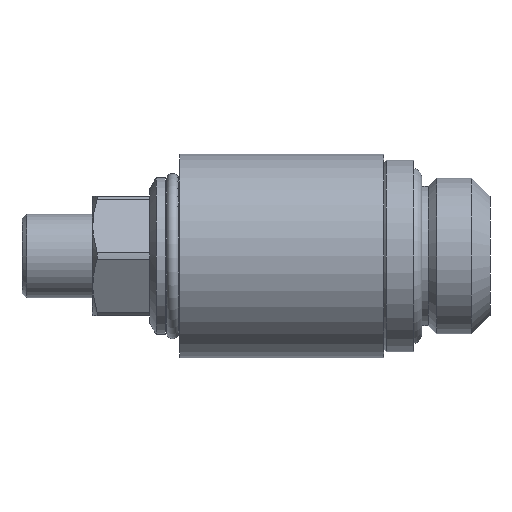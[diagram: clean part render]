
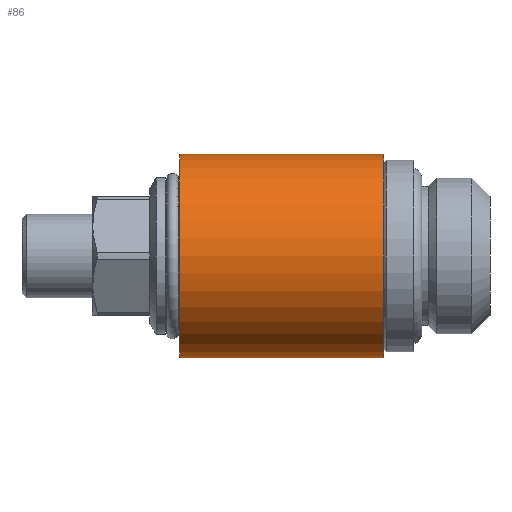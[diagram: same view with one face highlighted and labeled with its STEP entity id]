
A CAD part, left-side view. The second image highlights one B-rep face of the part: STEP entity #86.
In plain terms, the highlighted cylindrical face has radius 8.5 mm (diameter 17 mm), a partial arc.
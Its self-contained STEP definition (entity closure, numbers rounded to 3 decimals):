
#18 = CARTESIAN_POINT ( 'NONE',  ( 0., 28.066, 0. ) ) ;
#21 = CYLINDRICAL_SURFACE ( 'NONE', #1012, 8.5 ) ;
#22 = DIRECTION ( 'NONE',  ( 0., 0., 1. ) ) ;
#25 = FACE_OUTER_BOUND ( 'NONE', #393, .T. ) ;
#26 = DIRECTION ( 'NONE',  ( 0., 1., 0. ) ) ;
#86 = ADVANCED_FACE ( 'NONE', ( #25 ), #21, .T. ) ;
#187 = ORIENTED_EDGE ( 'NONE', *, *, #1501, .T. ) ;
#189 = ORIENTED_EDGE ( 'NONE', *, *, #3739, .T. ) ;
#393 = EDGE_LOOP ( 'NONE', ( #1238, #1322, #189, #187 ) ) ;
#834 = CARTESIAN_POINT ( 'NONE',  ( 0., 9.2, 0. ) ) ;
#835 = DIRECTION ( 'NONE',  ( 0., 1., 0. ) ) ;
#836 = DIRECTION ( 'NONE',  ( 0., 0., -1. ) ) ;
#1012 = AXIS2_PLACEMENT_3D ( 'NONE', #18, #26, #22 ) ;
#1049 = AXIS2_PLACEMENT_3D ( 'NONE', #1713, #1714, #1715 ) ;
#1077 = CIRCLE ( 'NONE', #1049, 8.5 ) ;
#1238 = ORIENTED_EDGE ( 'NONE', *, *, #3737, .F. ) ;
#1322 = ORIENTED_EDGE ( 'NONE', *, *, #2281, .T. ) ;
#1356 = VERTEX_POINT ( 'NONE', #2188 ) ;
#1362 = VERTEX_POINT ( 'NONE', #2194 ) ;
#1372 = VERTEX_POINT ( 'NONE', #2203 ) ;
#1412 = VERTEX_POINT ( 'NONE', #2241 ) ;
#1469 = CIRCLE ( 'NONE', #1475, 8.5 ) ;
#1475 = AXIS2_PLACEMENT_3D ( 'NONE', #834, #835, #836 ) ;
#1501 = EDGE_CURVE ( 'NONE', #1412, #1362, #1077, .T. ) ;
#1713 = CARTESIAN_POINT ( 'NONE',  ( 0., 26.2, 0. ) ) ;
#1714 = DIRECTION ( 'NONE',  ( 0., -1., 0. ) ) ;
#1715 = DIRECTION ( 'NONE',  ( 0., 0., 1. ) ) ;
#2188 = CARTESIAN_POINT ( 'NONE',  ( 0., 9.2, -8.5 ) ) ;
#2194 = CARTESIAN_POINT ( 'NONE',  ( 0., 26.2, -8.5 ) ) ;
#2203 = CARTESIAN_POINT ( 'NONE',  ( 0., 9.2, 8.5 ) ) ;
#2241 = CARTESIAN_POINT ( 'NONE',  ( 0., 26.2, 8.5 ) ) ;
#2281 = EDGE_CURVE ( 'NONE', #1356, #1372, #1469, .T. ) ;
#2460 = VECTOR ( 'NONE', #3482, 1000. ) ;
#2463 = VECTOR ( 'NONE', #3491, 1000. ) ;
#3472 = LINE ( 'NONE', #3473, #2460 ) ;
#3473 = CARTESIAN_POINT ( 'NONE',  ( 0., 28.066, -8.5 ) ) ;
#3482 = DIRECTION ( 'NONE',  ( 0., 1., 0. ) ) ;
#3489 = LINE ( 'NONE', #3490, #2463 ) ;
#3490 = CARTESIAN_POINT ( 'NONE',  ( 0., 28.066, 8.5 ) ) ;
#3491 = DIRECTION ( 'NONE',  ( 0., 1., 0. ) ) ;
#3737 = EDGE_CURVE ( 'NONE', #1356, #1362, #3472, .T. ) ;
#3739 = EDGE_CURVE ( 'NONE', #1372, #1412, #3489, .T. ) ;
